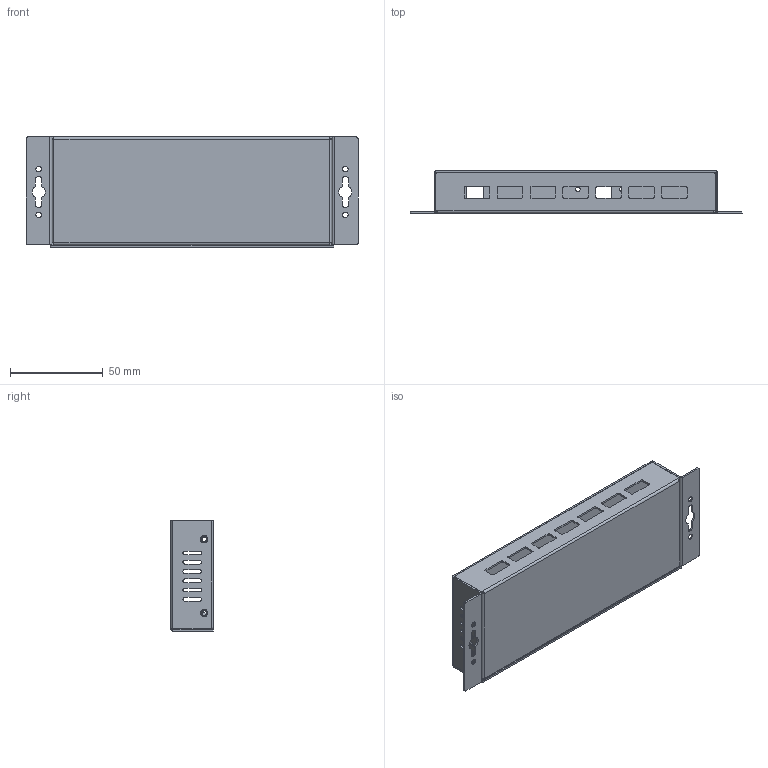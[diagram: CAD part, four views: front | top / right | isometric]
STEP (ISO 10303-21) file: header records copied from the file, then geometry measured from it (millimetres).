
FILE_DESCRIPTION(/* description */ (''),/* implementation_level */ '2;1');
FILE_NAME(/* name */ 'Assembly1.stp',/* time_stamp */ '2019-01-24T15:59:59-05:00',/* author */ ('Kieran'),/* organization */ (''),/* preprocessor_version */ 'ST-DEVELOPER v16.13',/* originating_system */ 'Autodesk Inventor 2018',/* authorisation */ '');
FILE_SCHEMA (('AUTOMOTIVE_DESIGN { 1 0 10303 214 3 1 1 }'));
Length unit declared in the file: millimetre
Products named in the file (3): Assembly1; CG-7U3DS Bottom; CG-7U3DS Top
Assembly tree (2 placements, depth 2):
  Assembly1
    CG-7U3DS Bottom
    CG-7U3DS Top
Bounding box: 179 x 22.75 x 59.35 mm (x, y, z)
Volume: 28924.4 mm3; surface area: 59909.5 mm2
Topology: 2 solids, 2 shells, 430 faces, 1171 edges, 790 vertices
Faces by surface type: plane 218, cylinder 131, bspline 69, cone 12
Full cylindrical faces by diameter (mm): 2.459 x10, 3 x8, 3.5 x1, 5.25 x4
Entity records: 15716 total; most frequent: CARTESIAN_POINT 5070, ORIENTED_EDGE 2202, DIRECTION 2015, EDGE_CURVE 1101, VERTEX_POINT 728, LINE 693, VECTOR 693, AXIS2_PLACEMENT_3D 661
